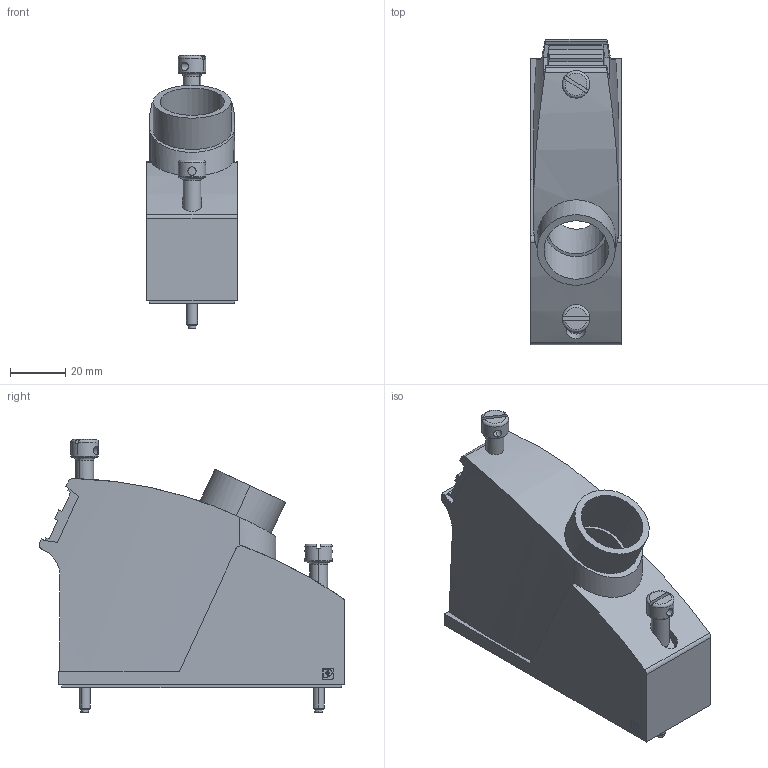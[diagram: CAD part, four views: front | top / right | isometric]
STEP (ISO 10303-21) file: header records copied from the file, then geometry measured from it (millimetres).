
FILE_DESCRIPTION(('Creo Elements/Direct Modeling STEP Export'),'2;1');
FILE_NAME('model.stp','2020-12-02T 9:31:07',(''),(''),'Creo Elements/Direct Modeling STEP processor for AP214 (Solid Model)','Creo Elements/Direct Modeling 20.1A 29-Sep-2018 (C) Parametric Technology GmbH','');
FILE_SCHEMA(('AUTOMOTIVE_DESIGN { 1 0 10303 214 1 1 1 1 }'));
Length unit declared in the file: millimetre
Products named in the file (2): VC-MP-T4-R
Assembly tree (1 placements, depth 2):
  VC-MP-T4-R
    VC-MP-T4-R
Bounding box: 33 x 111 x 99.2 mm (x, y, z)
Volume: 109822.8 mm3; surface area: 36734.7 mm2
Topology: 1 solids, 1 shells, 186 faces, 482 edges, 322 vertices
Faces by surface type: plane 99, cylinder 71, torus 12, cone 4
Entity records: 11399 total; most frequent: CARTESIAN_POINT 5354, ORIENTED_EDGE 964, DIRECTION 878, EDGE_CURVE 482, VERTEX_POINT 322, AXIS2_PLACEMENT_3D 308, VECTOR 262, LINE 262
